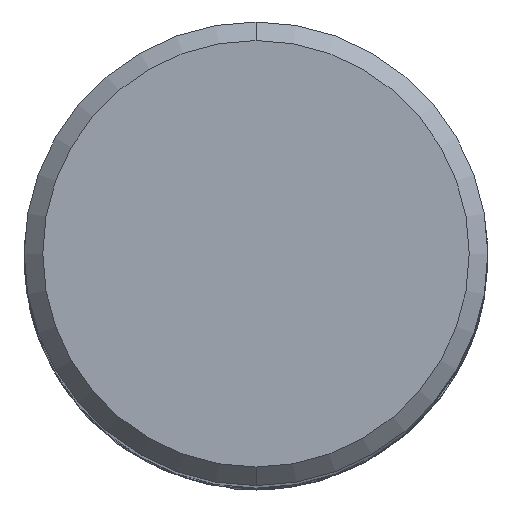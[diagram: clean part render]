
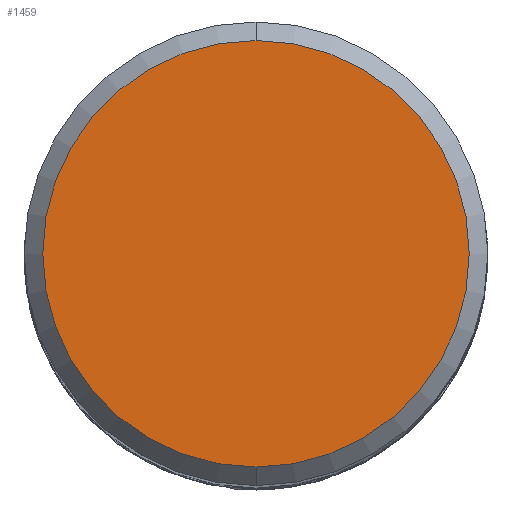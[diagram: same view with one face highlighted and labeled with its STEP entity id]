
A CAD part, top view. The second image highlights one B-rep face of the part: STEP entity #1459.
In plain terms, the highlighted planar face has unit normal (0, 0, 1).
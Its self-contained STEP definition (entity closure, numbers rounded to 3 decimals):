
#733=VERTEX_POINT('',#1911);
#809=EDGE_CURVE('',#733,#1233,#1998,.T.);
#1233=VERTEX_POINT('',#2461);
#1459=ADVANCED_FACE('',(#2702),#2703,.T.);
#1697=EDGE_CURVE('',#1233,#733,#2963,.T.);
#1911=CARTESIAN_POINT('',(0.,-11.5,0.0));
#1998=CIRCLE('',#6641,11.5);
#2461=CARTESIAN_POINT('',(0.0,11.5,0.0));
#2702=FACE_OUTER_BOUND('',#13079,.T.);
#2703=PLANE('',#13080);
#2963=CIRCLE('',#14299,11.5);
#6641=AXIS2_PLACEMENT_3D('',#15836,#15837,#15838);
#13079=EDGE_LOOP('',(#16526,#16527));
#13080=AXIS2_PLACEMENT_3D('',#16528,#16529,#16530);
#14299=AXIS2_PLACEMENT_3D('',#16798,#16799,#16800);
#15836=CARTESIAN_POINT('',(0.0,0.0,0.0));
#15837=DIRECTION('',(0.0,0.0,-1.0));
#15838=DIRECTION('',(0.0,1.0,0.0));
#16526=ORIENTED_EDGE('',*,*,#1697,.F.);
#16527=ORIENTED_EDGE('',*,*,#809,.F.);
#16528=CARTESIAN_POINT('',(0.0,5.75,0.0));
#16529=DIRECTION('',(-0.0,0.0,1.0));
#16530=DIRECTION('',(0.0,-1.0,0.0));
#16798=CARTESIAN_POINT('',(0.0,0.0,0.0));
#16799=DIRECTION('',(0.0,0.0,-1.0));
#16800=DIRECTION('',(0.0,1.0,0.0));
